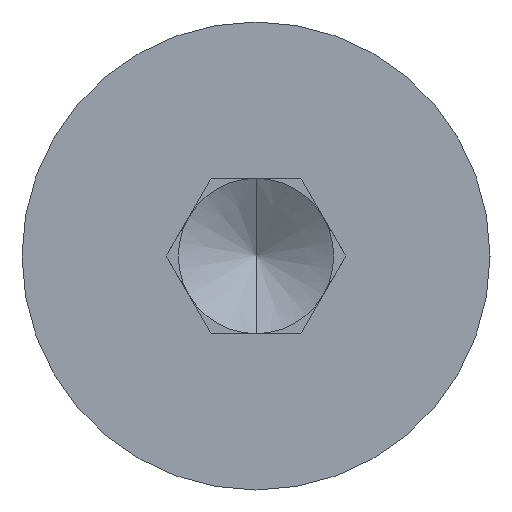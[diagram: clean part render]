
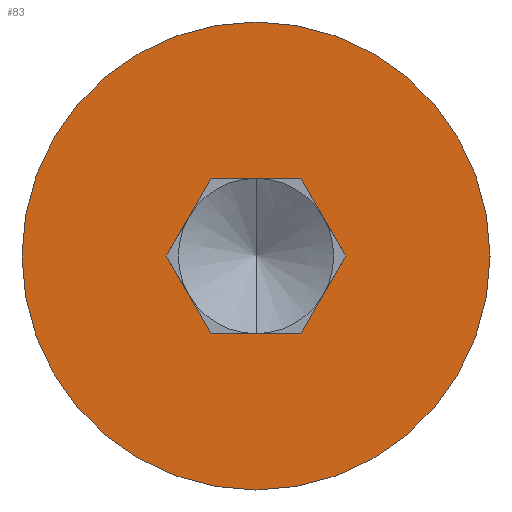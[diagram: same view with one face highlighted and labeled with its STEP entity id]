
A CAD part, left-side view. The second image highlights one B-rep face of the part: STEP entity #83.
In plain terms, the highlighted planar face has unit normal (-1, 0, 0).
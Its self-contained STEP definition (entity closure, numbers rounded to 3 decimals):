
#25 = DIRECTION ( 'NONE',  ( 0., -1., 0. ) ) ;
#47 = VECTOR ( 'NONE', #240, 1000. ) ;
#67 = ORIENTED_EDGE ( 'NONE', *, *, #647, .T. ) ;
#77 = PLANE ( 'NONE',  #365 ) ;
#80 = DIRECTION ( 'NONE',  ( -1., 0., 0. ) ) ;
#83 = ADVANCED_FACE ( 'NONE', ( #631, #580 ), #77, .T. ) ;
#99 = VECTOR ( 'NONE', #591, 1000. ) ;
#105 = EDGE_LOOP ( 'NONE', ( #661, #501, #67, #315, #722, #393 ) ) ;
#108 = VERTEX_POINT ( 'NONE', #247 ) ;
#109 = EDGE_CURVE ( 'NONE', #433, #616, #141, .T. ) ;
#117 = CARTESIAN_POINT ( 'NONE',  ( 0., -1.443, 0. ) ) ;
#118 = VERTEX_POINT ( 'NONE', #311 ) ;
#119 = CIRCLE ( 'NONE', #624, 3.765 ) ;
#128 = CARTESIAN_POINT ( 'NONE',  ( 0., 0., 0. ) ) ;
#137 = VERTEX_POINT ( 'NONE', #317 ) ;
#141 = LINE ( 'NONE', #594, #99 ) ;
#151 = DIRECTION ( 'NONE',  ( 0., 0., 1. ) ) ;
#162 = VERTEX_POINT ( 'NONE', #535 ) ;
#171 = ORIENTED_EDGE ( 'NONE', *, *, #300, .T. ) ;
#202 = EDGE_CURVE ( 'NONE', #137, #507, #253, .T. ) ;
#203 = CARTESIAN_POINT ( 'NONE',  ( 0., -1.443, 0. ) ) ;
#207 = ORIENTED_EDGE ( 'NONE', *, *, #340, .T. ) ;
#212 = CARTESIAN_POINT ( 'NONE',  ( 0., -0.722, 1.25 ) ) ;
#222 = EDGE_CURVE ( 'NONE', #507, #433, #303, .T. ) ;
#229 = EDGE_LOOP ( 'NONE', ( #171, #207 ) ) ;
#233 = LINE ( 'NONE', #238, #272 ) ;
#238 = CARTESIAN_POINT ( 'NONE',  ( 0., 0.722, -1.25 ) ) ;
#240 = DIRECTION ( 'NONE',  ( 0., 1., 0. ) ) ;
#247 = CARTESIAN_POINT ( 'NONE',  ( 0., 0., -3.765 ) ) ;
#248 = CARTESIAN_POINT ( 'NONE',  ( 0., 0., 0. ) ) ;
#253 = LINE ( 'NONE', #698, #321 ) ;
#272 = VECTOR ( 'NONE', #468, 1000. ) ;
#274 = EDGE_CURVE ( 'NONE', #616, #118, #356, .T. ) ;
#292 = VERTEX_POINT ( 'NONE', #426 ) ;
#300 = EDGE_CURVE ( 'NONE', #162, #108, #119, .T. ) ;
#302 = DIRECTION ( 'NONE',  ( 0., 0., 1. ) ) ;
#303 = LINE ( 'NONE', #526, #342 ) ;
#311 = CARTESIAN_POINT ( 'NONE',  ( 0., -0.722, -1.25 ) ) ;
#315 = ORIENTED_EDGE ( 'NONE', *, *, #582, .T. ) ;
#317 = CARTESIAN_POINT ( 'NONE',  ( 0., 1.443, 0. ) ) ;
#321 = VECTOR ( 'NONE', #644, 1000. ) ;
#340 = EDGE_CURVE ( 'NONE', #108, #162, #634, .T. ) ;
#342 = VECTOR ( 'NONE', #25, 1000. ) ;
#352 = DIRECTION ( 'NONE',  ( -1., 0., 0. ) ) ;
#356 = LINE ( 'NONE', #203, #450 ) ;
#365 = AXIS2_PLACEMENT_3D ( 'NONE', #128, #352, #302 ) ;
#393 = ORIENTED_EDGE ( 'NONE', *, *, #222, .T. ) ;
#426 = CARTESIAN_POINT ( 'NONE',  ( 0., 0.722, -1.25 ) ) ;
#433 = VERTEX_POINT ( 'NONE', #212 ) ;
#450 = VECTOR ( 'NONE', #707, 1000. ) ;
#468 = DIRECTION ( 'NONE',  ( 0., 0.5, 0.866 ) ) ;
#470 = LINE ( 'NONE', #531, #47 ) ;
#478 = AXIS2_PLACEMENT_3D ( 'NONE', #596, #80, #529 ) ;
#501 = ORIENTED_EDGE ( 'NONE', *, *, #274, .T. ) ;
#507 = VERTEX_POINT ( 'NONE', #680 ) ;
#526 = CARTESIAN_POINT ( 'NONE',  ( 0., 0.722, 1.25 ) ) ;
#529 = DIRECTION ( 'NONE',  ( 0., 0., 1. ) ) ;
#531 = CARTESIAN_POINT ( 'NONE',  ( 0., -0.722, -1.25 ) ) ;
#535 = CARTESIAN_POINT ( 'NONE',  ( 0., 0., 3.765 ) ) ;
#580 = FACE_BOUND ( 'NONE', #105, .T. ) ;
#582 = EDGE_CURVE ( 'NONE', #292, #137, #233, .T. ) ;
#591 = DIRECTION ( 'NONE',  ( 0., -0.5, -0.866 ) ) ;
#594 = CARTESIAN_POINT ( 'NONE',  ( 0., -0.722, 1.25 ) ) ;
#596 = CARTESIAN_POINT ( 'NONE',  ( 0., 0., 0. ) ) ;
#616 = VERTEX_POINT ( 'NONE', #117 ) ;
#624 = AXIS2_PLACEMENT_3D ( 'NONE', #248, #703, #151 ) ;
#631 = FACE_OUTER_BOUND ( 'NONE', #229, .T. ) ;
#634 = CIRCLE ( 'NONE', #478, 3.765 ) ;
#644 = DIRECTION ( 'NONE',  ( 0., -0.5, 0.866 ) ) ;
#647 = EDGE_CURVE ( 'NONE', #118, #292, #470, .T. ) ;
#661 = ORIENTED_EDGE ( 'NONE', *, *, #109, .T. ) ;
#680 = CARTESIAN_POINT ( 'NONE',  ( 0., 0.722, 1.25 ) ) ;
#698 = CARTESIAN_POINT ( 'NONE',  ( 0., 1.443, 0. ) ) ;
#703 = DIRECTION ( 'NONE',  ( -1., 0., 0. ) ) ;
#707 = DIRECTION ( 'NONE',  ( 0., 0.5, -0.866 ) ) ;
#722 = ORIENTED_EDGE ( 'NONE', *, *, #202, .T. ) ;
